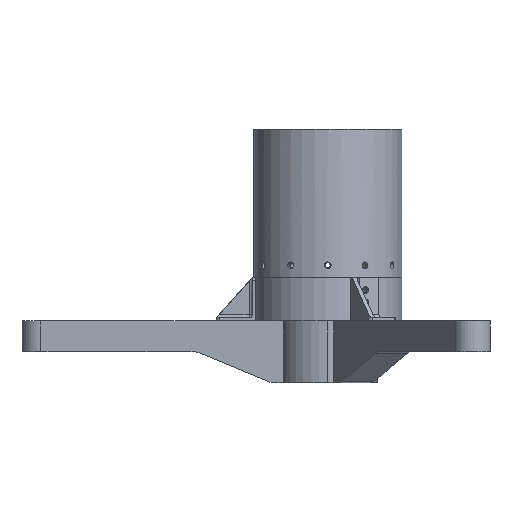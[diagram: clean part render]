
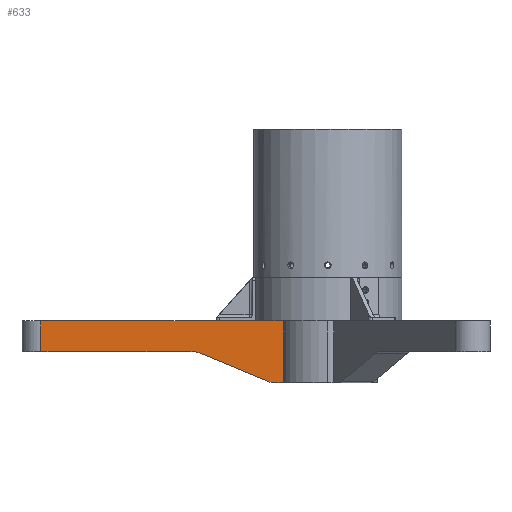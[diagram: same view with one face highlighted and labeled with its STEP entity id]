
A CAD part, left-side view. The second image highlights one B-rep face of the part: STEP entity #633.
In plain terms, the highlighted planar face has unit normal (-1, 0, 0).
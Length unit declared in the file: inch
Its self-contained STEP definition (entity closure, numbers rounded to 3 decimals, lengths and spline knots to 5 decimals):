
#432=FACE_OUTER_BOUND('',#2013,.T.);
#633=ADVANCED_FACE('',(#432),#761,.T.);
#761=PLANE('',#5202);
#954=LINE('',#10774,#1179);
#955=LINE('',#10778,#1180);
#959=LINE('',#10800,#1184);
#962=LINE('',#10818,#1187);
#965=LINE('',#10825,#1190);
#966=LINE('',#10829,#1191);
#970=LINE('',#10838,#1195);
#973=LINE('',#10844,#1198);
#1179=VECTOR('',#6360,1.);
#1180=VECTOR('',#6365,1.);
#1184=VECTOR('',#6383,1.);
#1187=VECTOR('',#6400,1.);
#1190=VECTOR('',#6407,1.);
#1191=VECTOR('',#6412,1.);
#1195=VECTOR('',#6418,1.);
#1198=VECTOR('',#6423,1.);
#2013=EDGE_LOOP('',(#2938,#2939,#2940,#2941,#2942,#2943,#2944,#2945,#2946,
#2947));
#2938=ORIENTED_EDGE('',*,*,#3928,.T.);
#2939=ORIENTED_EDGE('',*,*,#3950,.T.);
#2940=ORIENTED_EDGE('',*,*,#3916,.T.);
#2941=ORIENTED_EDGE('',*,*,#3941,.T.);
#2942=ORIENTED_EDGE('',*,*,#3918,.T.);
#2943=ORIENTED_EDGE('',*,*,#3951,.T.);
#2944=ORIENTED_EDGE('',*,*,#3943,.T.);
#2945=ORIENTED_EDGE('',*,*,#3952,.T.);
#2946=ORIENTED_EDGE('',*,*,#3947,.T.);
#2947=ORIENTED_EDGE('',*,*,#3937,.T.);
#3420=VERTEX_POINT('',#10773);
#3421=VERTEX_POINT('',#10775);
#3422=VERTEX_POINT('',#10779);
#3423=VERTEX_POINT('',#10780);
#3432=VERTEX_POINT('',#10799);
#3433=VERTEX_POINT('',#10801);
#3441=VERTEX_POINT('',#10819);
#3444=VERTEX_POINT('',#10830);
#3445=VERTEX_POINT('',#10831);
#3448=VERTEX_POINT('',#10839);
#3916=EDGE_CURVE('',#3421,#3420,#954,.T.);
#3918=EDGE_CURVE('',#3422,#3423,#955,.T.);
#3928=EDGE_CURVE('',#3433,#3432,#959,.T.);
#3937=EDGE_CURVE('',#3441,#3433,#962,.T.);
#3941=EDGE_CURVE('',#3420,#3422,#965,.T.);
#3943=EDGE_CURVE('',#3444,#3445,#966,.T.);
#3947=EDGE_CURVE('',#3448,#3441,#970,.T.);
#3950=EDGE_CURVE('',#3432,#3421,#973,.T.);
#3951=EDGE_CURVE('',#3423,#3444,#4475,.T.);
#3952=EDGE_CURVE('',#3445,#3448,#4476,.T.);
#4475=CIRCLE('',#5200,0.75);
#4476=CIRCLE('',#5201,0.75);
#5200=AXIS2_PLACEMENT_3D('',#10845,#6424,#6425);
#5201=AXIS2_PLACEMENT_3D('',#10846,#6426,#6427);
#5202=AXIS2_PLACEMENT_3D('',#10847,#6428,#6429);
#6360=DIRECTION('',(0.,-1.,0.));
#6365=DIRECTION('',(0.,-1.,0.));
#6383=DIRECTION('',(0.,1.,0.));
#6400=DIRECTION('',(0.,0.,1.));
#6407=DIRECTION('',(0.,-1.,0.));
#6412=DIRECTION('',(0.,-0.923,-0.385));
#6418=DIRECTION('',(0.,-1.,0.));
#6423=DIRECTION('',(0.,0.,-1.));
#6424=DIRECTION('',(1.,0.,0.));
#6425=DIRECTION('',(0.,0.,1.));
#6426=DIRECTION('',(-1.,0.,0.));
#6427=DIRECTION('',(0.,0.,1.));
#6428=DIRECTION('',(-1.,0.,0.));
#6429=DIRECTION('',(0.,0.,1.));
#10773=CARTESIAN_POINT('',(-0.75,11.02075,0.));
#10774=CARTESIAN_POINT('',(-0.75,12.375,0.));
#10775=CARTESIAN_POINT('',(-0.75,11.625,0.));
#10778=CARTESIAN_POINT('',(-0.75,12.375,0.));
#10779=CARTESIAN_POINT('',(-0.75,5.72925,0.));
#10780=CARTESIAN_POINT('',(-0.75,5.44844,0.));
#10799=CARTESIAN_POINT('',(-0.75,11.625,1.25));
#10800=CARTESIAN_POINT('',(-0.75,1.79844,1.25));
#10801=CARTESIAN_POINT('',(-0.75,1.79844,1.25));
#10818=CARTESIAN_POINT('',(-0.75,1.79844,0.));
#10819=CARTESIAN_POINT('',(-0.75,1.79844,-1.25));
#10825=CARTESIAN_POINT('',(-0.75,12.375,0.));
#10829=CARTESIAN_POINT('',(-0.75,5.29844,0.));
#10830=CARTESIAN_POINT('',(-0.75,5.15998,-0.05769));
#10831=CARTESIAN_POINT('',(-0.75,2.4369,-1.19231));
#10838=CARTESIAN_POINT('',(-0.75,2.29844,-1.25));
#10839=CARTESIAN_POINT('',(-0.75,2.14844,-1.25));
#10844=CARTESIAN_POINT('',(-0.75,11.625,0.));
#10845=CARTESIAN_POINT('',(-0.75,5.44844,-0.75));
#10846=CARTESIAN_POINT('',(-0.75,2.14844,-0.5));
#10847=CARTESIAN_POINT('',(-0.75,0.,0.));
